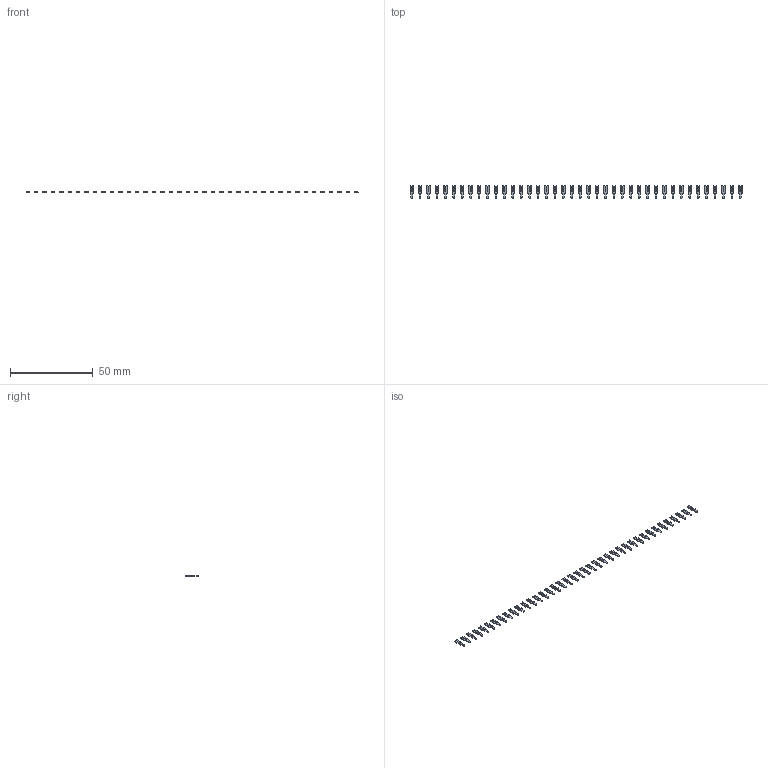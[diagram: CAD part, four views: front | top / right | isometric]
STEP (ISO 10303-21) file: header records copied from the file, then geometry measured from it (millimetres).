
FILE_DESCRIPTION (( 'STEP AP203' ), '1' );
FILE_NAME ('103-040-253-200.STEP', '2020-04-09T21:12:39', ( '' ), ( '' ), 'SwSTEP 2.0', 'SolidWorks 2016', '' );
FILE_SCHEMA (( 'CONFIG_CONTROL_DESIGN' ));
Length unit declared in the file: inch
Products named in the file (2): 103-040-253-200; 100-290-001_100-290-253
Assembly tree (40 placements, depth 2):
  103-040-253-200
    100-290-001_100-290-253  x40
Bounding box: 200.15 x 7.62 x 0.51 mm (x, y, z)
Volume: 220.7 mm3; surface area: 1376.3 mm2
Topology: 40 solids, 40 shells, 800 faces, 2160 edges, 1440 vertices
Faces by surface type: plane 760, cylinder 40
Entity records: 2068 total; most frequent: DIRECTION 182, CARTESIAN_POINT 153, ORIENTED_EDGE 108, LOCAL_TIME 90, CALENDAR_DATE 90, DATE_AND_TIME 90, COORDINATED_UNIVERSAL_TIME_OFFSET 90, AXIS2_PLACEMENT_3D 65
